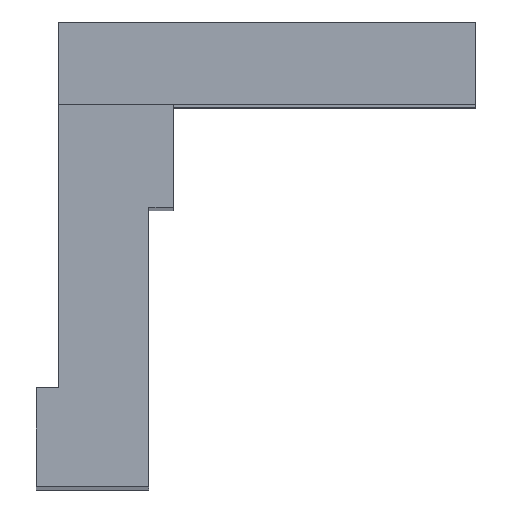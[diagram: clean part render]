
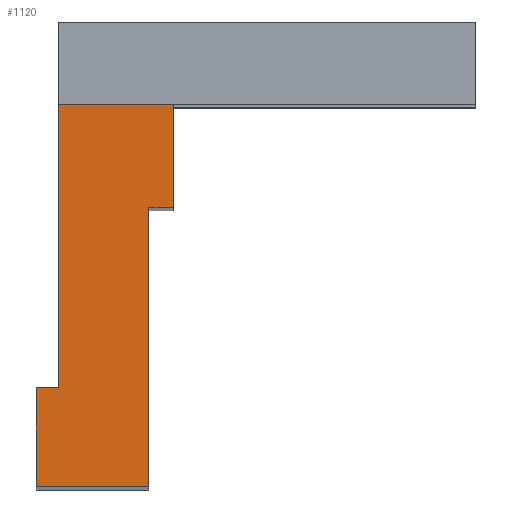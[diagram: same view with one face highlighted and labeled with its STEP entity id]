
A CAD part, top view. The second image highlights one B-rep face of the part: STEP entity #1120.
In plain terms, the highlighted free-form (B-spline) face has degree [1, 1] with [2, 2] control points.
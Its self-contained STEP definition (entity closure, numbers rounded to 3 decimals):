
#681=CARTESIAN_POINT('V58',(5.87,11.93,
   86.62));
#682=VERTEX_POINT('V58',#681);
#688=CARTESIAN_POINT('V39',(4.82,11.93,
   86.62));
#689=VERTEX_POINT('V39',#688);
#690=CARTESIAN_POINT('E78',(5.87,11.93,
   86.62));
#691=CARTESIAN_POINT('E78',(4.82,11.93,
   86.62));
#692=QUASI_UNIFORM_CURVE('E78',1,(#690,#691),.POLYLINE_FORM.,.F.,.U.
   );
#693=EDGE_CURVE('E78',#682,#689,#692,.T.);
#763=CARTESIAN_POINT('V64',(5.87,16.33,
   86.62));
#764=VERTEX_POINT('V64',#763);
#770=CARTESIAN_POINT('E90',(5.87,16.33,
   86.62));
#771=CARTESIAN_POINT('E90',(5.87,11.93,
   86.62));
#772=B_SPLINE_CURVE_WITH_KNOTS('E90',1,(#770,#771),.POLYLINE_FORM.,
   .F.,.U.,(2,2),(4.419,6.048),
   .UNSPECIFIED.);
#773=EDGE_CURVE('E90',#764,#682,#772,.T.);
#911=CARTESIAN_POINT('V6',(0.95,16.33,
   86.62));
#912=VERTEX_POINT('V6',#911);
#918=CARTESIAN_POINT('E89',(5.87,16.33,
   86.62));
#919=CARTESIAN_POINT('E89',(0.95,16.33,
   86.62));
#920=B_SPLINE_CURVE_WITH_KNOTS('E89',1,(#918,#919),.POLYLINE_FORM.,
   .F.,.U.,(2,2),(0.0,1.822),.UNSPECIFIED.);
#921=EDGE_CURVE('E89',#764,#912,#920,.T.);
#985=CARTESIAN_POINT('V5',(0.95,4.23,
   86.62));
#986=VERTEX_POINT('V5',#985);
#992=CARTESIAN_POINT('E5',(0.95,4.23,
   86.62));
#993=CARTESIAN_POINT('E5',(0.95,16.33,
   86.62));
#994=B_SPLINE_CURVE_WITH_KNOTS('E5',1,(#992,#993),.POLYLINE_FORM.,
   .F.,.U.,(2,2),(0.063,1.0),.UNSPECIFIED.);
#995=EDGE_CURVE('E5',#986,#912,#994,.T.);
#1068=CARTESIAN_POINT('V59',(0.,0.0,86.62)
   );
#1069=VERTEX_POINT('V59',#1068);
#1070=CARTESIAN_POINT('V60',(0.,4.23,
   86.62));
#1071=VERTEX_POINT('V60',#1070);
#1072=CARTESIAN_POINT('E80',(0.0,0.0,86.62));
#1073=CARTESIAN_POINT('E80',(0.,4.23,
   86.62));
#1074=B_SPLINE_CURVE_WITH_KNOTS('E80',1,(#1072,#1073),
   .POLYLINE_FORM.,.F.,.U.,(2,2),(4.481,
   6.048),.UNSPECIFIED.);
#1075=EDGE_CURVE('E80',#1069,#1071,#1074,.T.);
#1091=CARTESIAN_POINT('F20',(-0.294,17.147,
   86.62));
#1092=CARTESIAN_POINT('F20',(6.164,17.147,
   86.62));
#1093=CARTESIAN_POINT('F20',(-0.294,-0.817,
   86.62));
#1094=CARTESIAN_POINT('F20',(6.164,-0.817,
   86.62));
#1095=QUASI_UNIFORM_SURFACE('F20',1,1,((#1091,#1093),(#1092,#1094))
,.PLANE_SURF.,.F.,.F.,.U.);
#1096=ORIENTED_EDGE('E80',*,*,#1075,.F.);
#1097=CARTESIAN_POINT('V40',(4.82,0.,
   86.62));
#1098=VERTEX_POINT('V40',#1097);
#1099=CARTESIAN_POINT('E91',(4.82,0.0,
   86.62));
#1100=CARTESIAN_POINT('E91',(0.0,0.0,86.62));
#1101=B_SPLINE_CURVE_WITH_KNOTS('E91',1,(#1099,#1100),
   .POLYLINE_FORM.,.F.,.U.,(2,2),(0.0,1.785),
   .UNSPECIFIED.);
#1102=EDGE_CURVE('E91',#1098,#1069,#1101,.T.);
#1103=ORIENTED_EDGE('E91',*,*,#1102,.F.);
#1104=CARTESIAN_POINT('E46',(4.82,11.93,
   86.62));
#1105=CARTESIAN_POINT('E46',(4.82,0.0,
   86.62));
#1106=QUASI_UNIFORM_CURVE('E46',1,(#1104,#1105),.POLYLINE_FORM.,.F.,
   .U.);
#1107=EDGE_CURVE('E46',#689,#1098,#1106,.T.);
#1108=ORIENTED_EDGE('E46',*,*,#1107,.F.);
#1109=ORIENTED_EDGE('E78',*,*,#693,.F.);
#1110=ORIENTED_EDGE('E90',*,*,#773,.F.);
#1111=ORIENTED_EDGE('E89',*,*,#921,.T.);
#1112=ORIENTED_EDGE('E5',*,*,#995,.F.);
#1113=CARTESIAN_POINT('E88',(0.,4.23,
   86.62));
#1114=CARTESIAN_POINT('E88',(0.95,4.23,
   86.62));
#1115=QUASI_UNIFORM_CURVE('E88',1,(#1113,#1114),.POLYLINE_FORM.,.F.,
   .U.);
#1116=EDGE_CURVE('E88',#1071,#986,#1115,.T.);
#1117=ORIENTED_EDGE('E88',*,*,#1116,.F.);
#1118=EDGE_LOOP('F20',(#1096,#1103,#1108,#1109,#1110,#1111,#1112,
   #1117));
#1119=FACE_OUTER_BOUND('F20',#1118,.T.);
#1120=ADVANCED_FACE('F20',(#1119),#1095,.F.);
